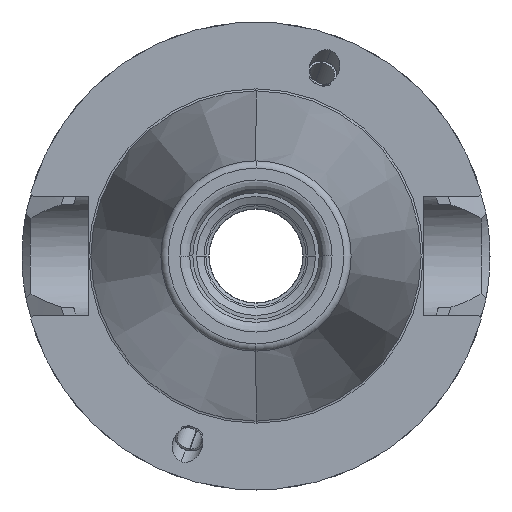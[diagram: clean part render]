
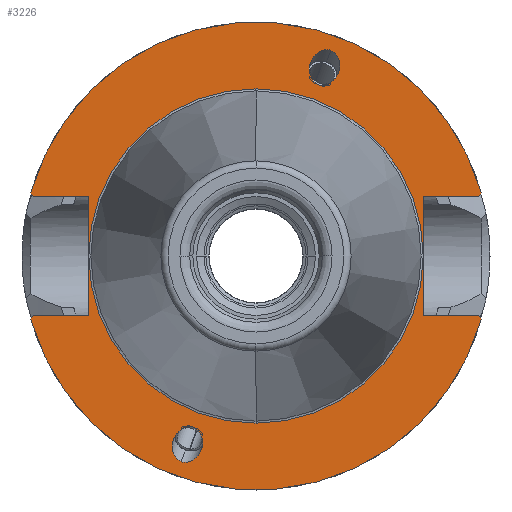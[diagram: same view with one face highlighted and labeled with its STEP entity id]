
A CAD part, left-side view. The second image highlights one B-rep face of the part: STEP entity #3226.
In plain terms, the highlighted planar face has unit normal (-1, 0, 0).
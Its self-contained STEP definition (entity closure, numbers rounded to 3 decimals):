
#942=CARTESIAN_POINT('',(2.,0.,0.));
#943=DIRECTION('',(1.,0.,0.));
#944=DIRECTION('',(0.,0.,1.));
#945=AXIS2_PLACEMENT_3D('',#942,#943,#944);
#947=CARTESIAN_POINT('',(2.,0.,0.));
#948=DIRECTION('',(1.,0.,0.));
#949=DIRECTION('',(0.,0.,-1.));
#950=AXIS2_PLACEMENT_3D('',#947,#948,#949);
#952=DIRECTION('',(0.,0.,-1.));
#953=VECTOR('',#952,16.1);
#954=CARTESIAN_POINT('',(2.,-22.6,8.05));
#955=LINE('',#954,#953);
#956=DIRECTION('',(0.,1.,0.));
#957=VECTOR('',#956,7.3);
#958=CARTESIAN_POINT('',(2.,-29.9,-8.05));
#959=LINE('',#958,#957);
#960=DIRECTION('',(0.,0.707,0.707));
#961=VECTOR('',#960,0.616);
#962=CARTESIAN_POINT('',(2.,-30.336,-8.486));
#963=LINE('',#962,#961);
#964=DIRECTION('',(0.,-0.707,0.707));
#965=VECTOR('',#964,0.616);
#966=CARTESIAN_POINT('',(2.,30.336,-8.486));
#967=LINE('',#966,#965);
#968=DIRECTION('',(0.,-1.,0.));
#969=VECTOR('',#968,7.3);
#970=CARTESIAN_POINT('',(2.,29.9,-8.05));
#971=LINE('',#970,#969);
#972=DIRECTION('',(0.,0.,-1.));
#973=VECTOR('',#972,16.1);
#974=CARTESIAN_POINT('',(2.,22.6,8.05));
#975=LINE('',#974,#973);
#976=DIRECTION('',(0.,-1.,0.));
#977=VECTOR('',#976,7.3);
#978=CARTESIAN_POINT('',(2.,29.9,8.05));
#979=LINE('',#978,#977);
#980=DIRECTION('',(0.,-0.707,-0.707));
#981=VECTOR('',#980,0.616);
#982=CARTESIAN_POINT('',(2.,30.336,8.486));
#983=LINE('',#982,#981);
#984=DIRECTION('',(0.,0.707,-0.707));
#985=VECTOR('',#984,0.616);
#986=CARTESIAN_POINT('',(2.,-30.336,8.486));
#987=LINE('',#986,#985);
#988=DIRECTION('',(0.,1.,0.));
#989=VECTOR('',#988,7.3);
#990=CARTESIAN_POINT('',(2.,-29.9,8.05));
#991=LINE('',#990,#989);
#992=CARTESIAN_POINT('',(2.,10.07,-27.666));
#993=CARTESIAN_POINT('',(2.,10.291,-27.585));
#994=CARTESIAN_POINT('',(2.,10.734,-27.313));
#995=CARTESIAN_POINT('',(2.,11.212,-26.546));
#996=CARTESIAN_POINT('',(2.,11.343,-25.566));
#997=CARTESIAN_POINT('',(2.,11.154,-24.673));
#998=CARTESIAN_POINT('',(2.,10.725,-23.868));
#999=CARTESIAN_POINT('',(2.,9.994,-23.201));
#1000=CARTESIAN_POINT('',(2.,9.135,-22.921));
#1001=CARTESIAN_POINT('',(2.,8.621,-22.997));
#1002=CARTESIAN_POINT('',(2.,8.399,-23.077));
#1004=CARTESIAN_POINT('',(2.,8.399,-23.077));
#1005=CARTESIAN_POINT('',(2.,8.178,-23.158));
#1006=CARTESIAN_POINT('',(2.,7.735,-23.431));
#1007=CARTESIAN_POINT('',(2.,7.257,-24.197));
#1008=CARTESIAN_POINT('',(2.,7.127,-25.178));
#1009=CARTESIAN_POINT('',(2.,7.315,-26.07));
#1010=CARTESIAN_POINT('',(2.,7.744,-26.875));
#1011=CARTESIAN_POINT('',(2.,8.475,-27.542));
#1012=CARTESIAN_POINT('',(2.,9.334,-27.822));
#1013=CARTESIAN_POINT('',(2.,9.848,-27.747));
#1014=CARTESIAN_POINT('',(2.,10.07,-27.666));
#1016=CARTESIAN_POINT('',(2.,-10.07,27.666));
#1017=CARTESIAN_POINT('',(2.,-10.291,27.585));
#1018=CARTESIAN_POINT('',(2.,-10.734,27.313));
#1019=CARTESIAN_POINT('',(2.,-11.212,26.546));
#1020=CARTESIAN_POINT('',(2.,-11.343,25.566));
#1021=CARTESIAN_POINT('',(2.,-11.154,24.673));
#1022=CARTESIAN_POINT('',(2.,-10.725,23.868));
#1023=CARTESIAN_POINT('',(2.,-9.994,23.201));
#1024=CARTESIAN_POINT('',(2.,-9.135,22.921));
#1025=CARTESIAN_POINT('',(2.,-8.621,22.997));
#1026=CARTESIAN_POINT('',(2.,-8.399,23.077));
#1028=CARTESIAN_POINT('',(2.,-8.399,23.077));
#1029=CARTESIAN_POINT('',(2.,-8.178,23.158));
#1030=CARTESIAN_POINT('',(2.,-7.735,23.431));
#1031=CARTESIAN_POINT('',(2.,-7.257,24.197));
#1032=CARTESIAN_POINT('',(2.,-7.127,25.178));
#1033=CARTESIAN_POINT('',(2.,-7.315,26.07));
#1034=CARTESIAN_POINT('',(2.,-7.744,26.875));
#1035=CARTESIAN_POINT('',(2.,-8.475,27.542));
#1036=CARTESIAN_POINT('',(2.,-9.334,27.822));
#1037=CARTESIAN_POINT('',(2.,-9.848,27.747));
#1038=CARTESIAN_POINT('',(2.,-10.07,27.666));
#1325=CARTESIAN_POINT('',(2.,0.,0.));
#1326=DIRECTION('',(-1.,0.,0.));
#1327=DIRECTION('',(0.,0.963,-0.269));
#1328=AXIS2_PLACEMENT_3D('',#1325,#1326,#1327);
#1334=CARTESIAN_POINT('',(2.,0.,0.));
#1335=DIRECTION('',(-1.,0.,0.));
#1336=DIRECTION('',(0.,-0.963,0.269));
#1337=AXIS2_PLACEMENT_3D('',#1334,#1335,#1336);
#1946=CARTESIAN_POINT('',(2.,22.6,8.05));
#1947=CARTESIAN_POINT('',(2.,22.6,-8.05));
#1948=VERTEX_POINT('',#1946);
#1949=VERTEX_POINT('',#1947);
#2022=CARTESIAN_POINT('',(2.,0.,22.5));
#2023=CARTESIAN_POINT('',(2.,0.,-22.5));
#2024=VERTEX_POINT('',#2022);
#2025=VERTEX_POINT('',#2023);
#2058=CARTESIAN_POINT('',(2.,29.9,8.05));
#2059=VERTEX_POINT('',#2058);
#2060=CARTESIAN_POINT('',(2.,29.9,-8.05));
#2061=VERTEX_POINT('',#2060);
#2070=CARTESIAN_POINT('',(2.,30.336,8.486));
#2071=VERTEX_POINT('',#2070);
#2072=CARTESIAN_POINT('',(2.,30.336,-8.486));
#2073=VERTEX_POINT('',#2072);
#2075=CARTESIAN_POINT('',(2.,-30.336,8.486));
#2077=VERTEX_POINT('',#2075);
#2079=CARTESIAN_POINT('',(2.,-30.336,-8.486));
#2081=VERTEX_POINT('',#2079);
#2082=CARTESIAN_POINT('',(2.,-22.6,8.05));
#2083=CARTESIAN_POINT('',(2.,-22.6,-8.05));
#2084=VERTEX_POINT('',#2082);
#2085=VERTEX_POINT('',#2083);
#2086=CARTESIAN_POINT('',(2.,-29.9,8.05));
#2087=VERTEX_POINT('',#2086);
#2088=CARTESIAN_POINT('',(2.,-29.9,-8.05));
#2089=VERTEX_POINT('',#2088);
#2121=VERTEX_POINT('',#992);
#2122=VERTEX_POINT('',#1002);
#2165=VERTEX_POINT('',#1016);
#2166=VERTEX_POINT('',#1026);
#3178=CARTESIAN_POINT('',(2.,0.,0.));
#3179=DIRECTION('',(-1.,0.,0.));
#3180=DIRECTION('',(0.,0.,-1.));
#3181=AXIS2_PLACEMENT_3D('',#3178,#3179,#3180);
#3182=PLANE('',#3181);
#3184=ORIENTED_EDGE('',*,*,#3183,.T.);
#3186=ORIENTED_EDGE('',*,*,#3185,.F.);
#3188=ORIENTED_EDGE('',*,*,#3187,.F.);
#3190=ORIENTED_EDGE('',*,*,#3189,.F.);
#3192=ORIENTED_EDGE('',*,*,#3191,.T.);
#3194=ORIENTED_EDGE('',*,*,#3193,.T.);
#3196=ORIENTED_EDGE('',*,*,#3195,.F.);
#3198=ORIENTED_EDGE('',*,*,#3197,.F.);
#3200=ORIENTED_EDGE('',*,*,#3199,.F.);
#3202=ORIENTED_EDGE('',*,*,#3201,.F.);
#3204=ORIENTED_EDGE('',*,*,#3203,.T.);
#3206=ORIENTED_EDGE('',*,*,#3205,.T.);
#3207=EDGE_LOOP('',(#3184,#3186,#3188,#3190,#3192,#3194,#3196,#3198,#3200,#3202,
#3204,#3206));
#3208=FACE_OUTER_BOUND('',#3207,.F.);
#3210=ORIENTED_EDGE('',*,*,#3209,.F.);
#3212=ORIENTED_EDGE('',*,*,#3211,.F.);
#3213=EDGE_LOOP('',(#3210,#3212));
#3214=FACE_BOUND('',#3213,.F.);
#3216=ORIENTED_EDGE('',*,*,#3215,.F.);
#3218=ORIENTED_EDGE('',*,*,#3217,.F.);
#3219=EDGE_LOOP('',(#3216,#3218));
#3220=FACE_BOUND('',#3219,.F.);
#3222=ORIENTED_EDGE('',*,*,#3221,.F.);
#3223=ORIENTED_EDGE('',*,*,#3168,.F.);
#3224=EDGE_LOOP('',(#3222,#3223));
#3225=FACE_BOUND('',#3224,.F.);
#3226=ADVANCED_FACE('',(#3208,#3214,#3220,#3225),#3182,.T.);
#946=CIRCLE('',#945,22.5);
#951=CIRCLE('',#950,22.5);
#1003=B_SPLINE_CURVE_WITH_KNOTS('',3,(#992,#993,#994,#995,#996,#997,#998,#999,
#1000,#1001,#1002),.UNSPECIFIED.,.F.,.F.,(4,1,1,1,1,1,1,1,4),(0.,0.125,
0.25,0.375,0.5,0.625,0.75,0.875,1.),.UNSPECIFIED.);
#1015=B_SPLINE_CURVE_WITH_KNOTS('',3,(#1004,#1005,#1006,#1007,#1008,#1009,#1010,
#1011,#1012,#1013,#1014),.UNSPECIFIED.,.F.,.F.,(4,1,1,1,1,1,1,1,4),(0.,
0.125,0.25,0.375,0.5,0.625,0.75,0.875,1.),.UNSPECIFIED.);
#1027=B_SPLINE_CURVE_WITH_KNOTS('',3,(#1016,#1017,#1018,#1019,#1020,#1021,#1022,
#1023,#1024,#1025,#1026),.UNSPECIFIED.,.F.,.F.,(4,1,1,1,1,1,1,1,4),(0.,
0.125,0.25,0.375,0.5,0.625,0.75,0.875,1.),.UNSPECIFIED.);
#1039=B_SPLINE_CURVE_WITH_KNOTS('',3,(#1028,#1029,#1030,#1031,#1032,#1033,#1034,
#1035,#1036,#1037,#1038),.UNSPECIFIED.,.F.,.F.,(4,1,1,1,1,1,1,1,4),(0.,
0.125,0.25,0.375,0.5,0.625,0.75,0.875,1.),.UNSPECIFIED.);
#1329=CIRCLE('',#1328,31.5);
#1338=CIRCLE('',#1337,31.5);
#3168=EDGE_CURVE('',#2166,#2165,#1039,.T.);
#3183=EDGE_CURVE('',#2084,#2085,#955,.T.);
#3185=EDGE_CURVE('',#2089,#2085,#959,.T.);
#3187=EDGE_CURVE('',#2081,#2089,#963,.T.);
#3189=EDGE_CURVE('',#2073,#2081,#1329,.T.);
#3191=EDGE_CURVE('',#2073,#2061,#967,.T.);
#3193=EDGE_CURVE('',#2061,#1949,#971,.T.);
#3195=EDGE_CURVE('',#1948,#1949,#975,.T.);
#3197=EDGE_CURVE('',#2059,#1948,#979,.T.);
#3199=EDGE_CURVE('',#2071,#2059,#983,.T.);
#3201=EDGE_CURVE('',#2077,#2071,#1338,.T.);
#3203=EDGE_CURVE('',#2077,#2087,#987,.T.);
#3205=EDGE_CURVE('',#2087,#2084,#991,.T.);
#3209=EDGE_CURVE('',#2024,#2025,#946,.T.);
#3211=EDGE_CURVE('',#2025,#2024,#951,.T.);
#3215=EDGE_CURVE('',#2121,#2122,#1003,.T.);
#3217=EDGE_CURVE('',#2122,#2121,#1015,.T.);
#3221=EDGE_CURVE('',#2165,#2166,#1027,.T.);
